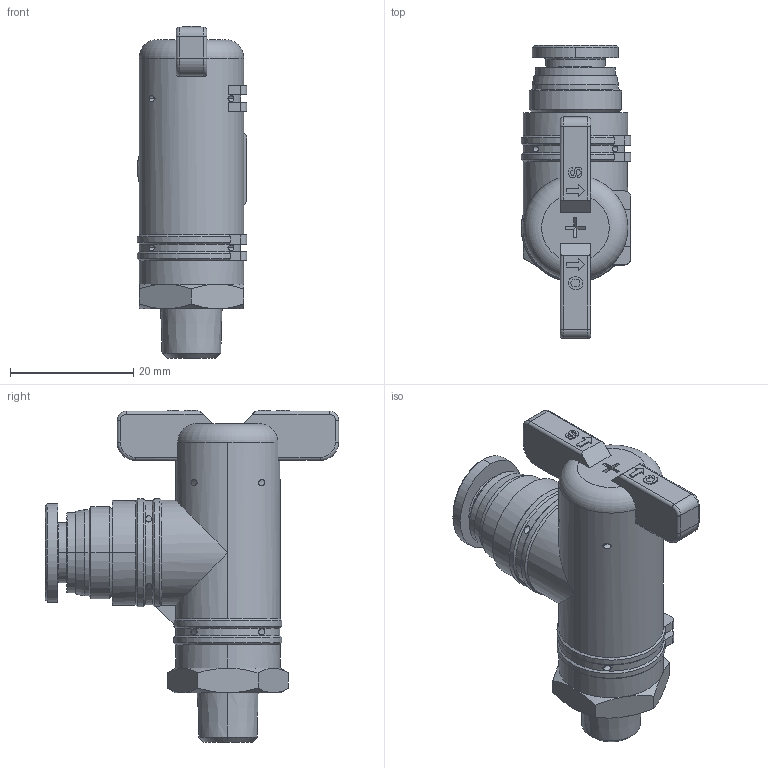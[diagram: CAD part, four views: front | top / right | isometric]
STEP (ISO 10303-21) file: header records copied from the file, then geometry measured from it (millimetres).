
FILE_DESCRIPTION((''),'2;1');
FILE_NAME('BL200801-mdt.stp','2017-07-24T19:13:40',(''),(''),'Mechanical Desktop 2009','Mechanical Desktop 2009',', , ');
FILE_SCHEMA(('CONFIG_CONTROL_DESIGN'));
Length unit declared in the file: millimetre
Products named in the file (8): BL200801-MDTA; BL200801-MDT; BOLT-M3; BC8-20; COLLAR-08C; BC6-20; COLLAR-06C; HA
Assembly tree (8 placements, depth 3):
  BL200801-MDTA
    BL200801-MDT
    BOLT-M3
    BC8-20
      COLLAR-08C
    BC6-20  x2
      COLLAR-06C
    HA
Bounding box: 17.8 x 47.65 x 53.95 mm (x, y, z)
Volume: 15181.3 mm3; surface area: 5592.7 mm2
Topology: 1 solids, 4 shells, 385 faces, 1000 edges, 639 vertices
Faces by surface type: plane 228, cylinder 98, cone 42, torus 12, bspline 5
Entity records: 13254 total; most frequent: CARTESIAN_POINT 3770, ORIENTED_EDGE 1996, DIRECTION 1869, EDGE_CURVE 998, VECTOR 665, LINE 665, VERTEX_POINT 639, AXIS2_PLACEMENT_3D 602
